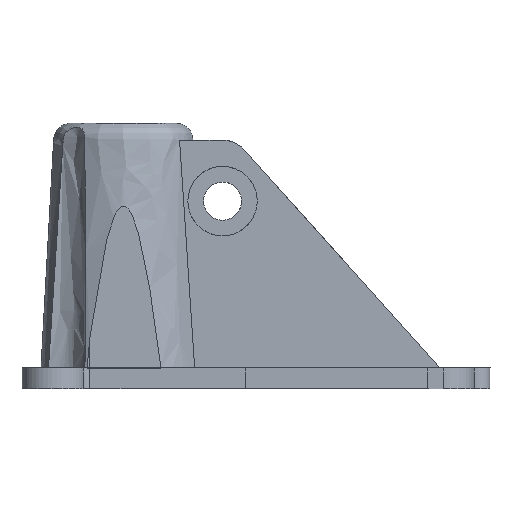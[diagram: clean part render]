
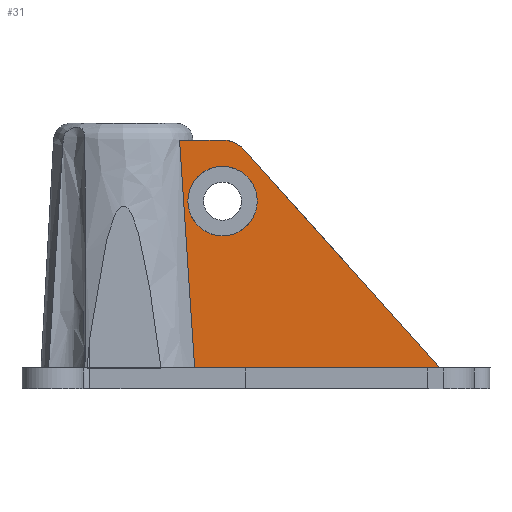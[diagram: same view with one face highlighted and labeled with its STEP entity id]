
A CAD part, left-side view. The second image highlights one B-rep face of the part: STEP entity #31.
In plain terms, the highlighted free-form (B-spline) face has degree [1, 1] with [2, 2] control points.
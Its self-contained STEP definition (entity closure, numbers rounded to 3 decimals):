
#31=ADVANCED_FACE('',(#94,#81),#730,.T.);
#81=FACE_BOUND('',#145,.T.);
#94=FACE_OUTER_BOUND('',#144,.T.);
#144=EDGE_LOOP('',(#207,#208,#209,#210,#211));
#145=EDGE_LOOP('',(#212,#213));
#207=ORIENTED_EDGE('',*,*,#483,.F.);
#208=ORIENTED_EDGE('',*,*,#485,.F.);
#209=ORIENTED_EDGE('',*,*,#484,.F.);
#210=ORIENTED_EDGE('',*,*,#487,.F.);
#211=ORIENTED_EDGE('',*,*,#488,.F.);
#212=ORIENTED_EDGE('',*,*,#607,.F.);
#213=ORIENTED_EDGE('',*,*,#486,.F.);
#483=EDGE_CURVE('',#621,#626,#2765,.T.);
#484=EDGE_CURVE('',#622,#623,#2766,.T.);
#485=EDGE_CURVE('',#623,#621,#2767,.T.);
#486=EDGE_CURVE('',#624,#701,#760,.T.);
#487=EDGE_CURVE('',#625,#622,#2768,.T.);
#488=EDGE_CURVE('',#626,#625,#2769,.T.);
#607=EDGE_CURVE('',#701,#624,#793,.T.);
#621=VERTEX_POINT('',#2676);
#622=VERTEX_POINT('',#2677);
#623=VERTEX_POINT('',#2678);
#624=VERTEX_POINT('',#2679);
#625=VERTEX_POINT('',#2680);
#626=VERTEX_POINT('',#2681);
#701=VERTEX_POINT('',#2756);
#730=B_SPLINE_SURFACE_WITH_KNOTS('',1,1,((#1736,#1737),(#1738,#1739)),.UNSPECIFIED.,
.F.,.F.,.F.,(2,2),(2,2),(0.01,16.43),(-22.818,
-4.05),.UNSPECIFIED.);
#760=(
BOUNDED_CURVE()
B_SPLINE_CURVE(2,(#812,#813,#814,#815,#816),.UNSPECIFIED.,.F.,.F.)
B_SPLINE_CURVE_WITH_KNOTS((3,2,3),(-15.705,-11.779,-7.853),
.UNSPECIFIED.)
CURVE()
GEOMETRIC_REPRESENTATION_ITEM()
RATIONAL_B_SPLINE_CURVE((1.,0.707,1.,0.707,1.))
REPRESENTATION_ITEM('')
);
#793=(
BOUNDED_CURVE()
B_SPLINE_CURVE(2,(#1674,#1675,#1676,#1677,#1678),.UNSPECIFIED.,.F.,.F.)
B_SPLINE_CURVE_WITH_KNOTS((3,2,3),(-7.853,-3.926,0.),
.UNSPECIFIED.)
CURVE()
GEOMETRIC_REPRESENTATION_ITEM()
RATIONAL_B_SPLINE_CURVE((1.,0.707,1.,0.707,1.))
REPRESENTATION_ITEM('')
);
#802=CARTESIAN_POINT('',(-113.003,4.767,42.321));
#803=CARTESIAN_POINT('',(-113.003,1.616,42.321));
#804=CARTESIAN_POINT('',(-113.003,-14.001,25.9));
#805=CARTESIAN_POINT('',(-113.003,-8.108,25.9));
#806=CARTESIAN_POINT('',(-113.003,-2.216,25.9));
#807=CARTESIAN_POINT('',(-113.003,3.677,25.9));
#808=CARTESIAN_POINT('',(-113.003,3.677,25.9));
#809=CARTESIAN_POINT('',(-113.003,4.029,31.374));
#810=CARTESIAN_POINT('',(-113.003,4.389,36.848));
#811=CARTESIAN_POINT('',(-113.003,4.767,42.321));
#812=CARTESIAN_POINT('',(-113.003,4.165,37.932));
#813=CARTESIAN_POINT('',(-113.003,4.165,35.432));
#814=CARTESIAN_POINT('',(-113.003,1.665,35.432));
#815=CARTESIAN_POINT('',(-113.003,-0.835,35.432));
#816=CARTESIAN_POINT('',(-113.003,-0.835,37.932));
#817=CARTESIAN_POINT('',(-113.003,0.127,41.656));
#818=CARTESIAN_POINT('',(-113.003,-14.001,25.9));
#819=CARTESIAN_POINT('',(-113.003,1.616,42.321));
#820=CARTESIAN_POINT('',(-113.003,1.546,42.321));
#821=CARTESIAN_POINT('',(-113.003,1.476,42.317));
#822=CARTESIAN_POINT('',(-113.003,1.337,42.302));
#823=CARTESIAN_POINT('',(-113.003,1.267,42.291));
#824=CARTESIAN_POINT('',(-113.003,1.131,42.262));
#825=CARTESIAN_POINT('',(-113.003,1.063,42.244));
#826=CARTESIAN_POINT('',(-113.003,0.93,42.201));
#827=CARTESIAN_POINT('',(-113.003,0.864,42.175));
#828=CARTESIAN_POINT('',(-113.003,0.737,42.118));
#829=CARTESIAN_POINT('',(-113.003,0.674,42.086));
#830=CARTESIAN_POINT('',(-113.003,0.553,42.016));
#831=CARTESIAN_POINT('',(-113.003,0.494,41.978));
#832=CARTESIAN_POINT('',(-113.003,0.381,41.896));
#833=CARTESIAN_POINT('',(-113.003,0.327,41.851));
#834=CARTESIAN_POINT('',(-113.003,0.223,41.758));
#835=CARTESIAN_POINT('',(-113.003,0.173,41.708));
#836=CARTESIAN_POINT('',(-113.003,0.127,41.656));
#1674=CARTESIAN_POINT('',(-113.003,-0.835,37.932));
#1675=CARTESIAN_POINT('',(-113.003,-0.835,40.432));
#1676=CARTESIAN_POINT('',(-113.003,1.665,40.432));
#1677=CARTESIAN_POINT('',(-113.003,4.165,40.432));
#1678=CARTESIAN_POINT('',(-113.003,4.165,37.932));
#1736=CARTESIAN_POINT('',(-113.003,-14.001,25.9));
#1737=CARTESIAN_POINT('',(-113.003,4.767,25.9));
#1738=CARTESIAN_POINT('',(-113.003,-14.001,42.321));
#1739=CARTESIAN_POINT('',(-113.003,4.767,42.321));
#2676=CARTESIAN_POINT('',(-113.003,4.767,42.321));
#2677=CARTESIAN_POINT('',(-113.003,-14.001,25.9));
#2678=CARTESIAN_POINT('',(-113.003,3.677,25.9));
#2679=CARTESIAN_POINT('',(-113.003,4.165,37.932));
#2680=CARTESIAN_POINT('',(-113.003,0.127,41.656));
#2681=CARTESIAN_POINT('',(-113.003,1.616,42.321));
#2756=CARTESIAN_POINT('',(-113.003,-0.835,37.932));
#2765=B_SPLINE_CURVE_WITH_KNOTS('',1,(#802,#803),.UNSPECIFIED.,.F.,.F.,(2,
2),(17.972,19.171),.UNSPECIFIED.);
#2766=B_SPLINE_CURVE_WITH_KNOTS('',3,(#804,#805,#806,#807),.UNSPECIFIED.,
.F.,.F.,(4,4),(-22.818,-5.14),.UNSPECIFIED.);
#2767=B_SPLINE_CURVE_WITH_KNOTS('',3,(#808,#809,#810,#811),.UNSPECIFIED.,
.F.,.F.,(4,4),(-16.457,0.),.UNSPECIFIED.);
#2768=B_SPLINE_CURVE_WITH_KNOTS('',1,(#817,#818),.UNSPECIFIED.,.F.,.F.,(2,
2),(20.404,41.566),.UNSPECIFIED.);
#2769=B_SPLINE_CURVE_WITH_KNOTS('',3,(#819,#820,#821,#822,#823,#824,#825,
#826,#827,#828,#829,#830,#831,#832,#833,#834,#835,#836),.UNSPECIFIED.,.F.,
.F.,(4,2,2,2,2,2,2,2,4),(-1.68,-1.47,-1.26,
-1.05,-0.84,-0.63,-0.42,
-0.21,0.),.UNSPECIFIED.);
